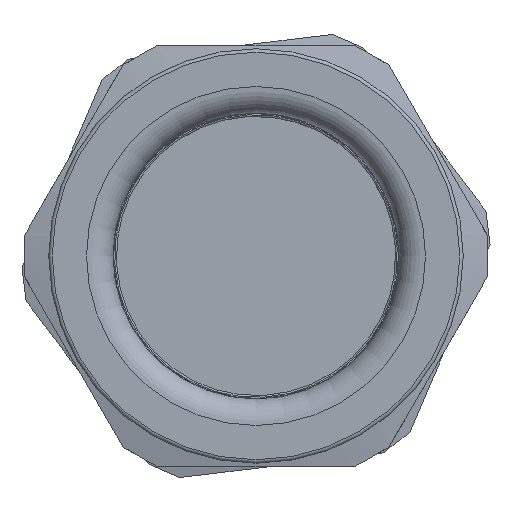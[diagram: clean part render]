
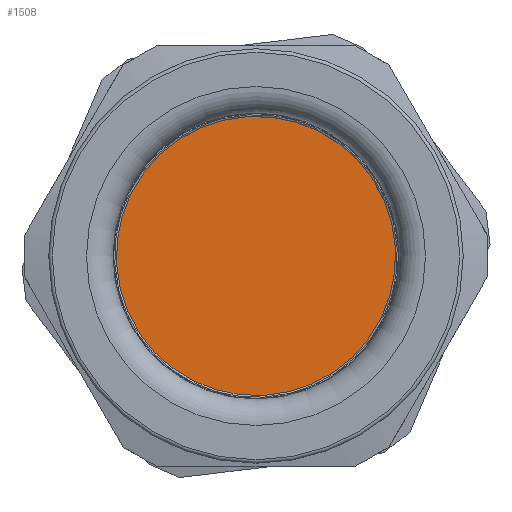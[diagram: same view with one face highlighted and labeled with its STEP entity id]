
A CAD part, left-side view. The second image highlights one B-rep face of the part: STEP entity #1508.
In plain terms, the highlighted planar face has unit normal (-1, 0, 0).
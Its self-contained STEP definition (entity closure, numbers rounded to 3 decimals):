
#237=PLANE('',#1783);
#395=FACE_OUTER_BOUND('',#553,.T.);
#553=EDGE_LOOP('',(#1373));
#639=CIRCLE('',#1762,7.95);
#798=VERTEX_POINT('',#7217);
#987=EDGE_CURVE('',#798,#798,#639,.T.);
#1373=ORIENTED_EDGE('',*,*,#987,.F.);
#1508=ADVANCED_FACE('',(#395),#237,.T.);
#1762=AXIS2_PLACEMENT_3D('',#7218,#2165,#2166);
#1783=AXIS2_PLACEMENT_3D('',#7249,#2207,#2208);
#2165=DIRECTION('center_axis',(1.,0.,0.));
#2166=DIRECTION('ref_axis',(0.,0.,-1.));
#2207=DIRECTION('center_axis',(-1.,0.,0.));
#2208=DIRECTION('ref_axis',(0.,0.,1.));
#7217=CARTESIAN_POINT('',(-0.064,7.95,0.));
#7218=CARTESIAN_POINT('Origin',(-0.064,0.,0.));
#7249=CARTESIAN_POINT('Origin',(-0.064,7.95,0.));
